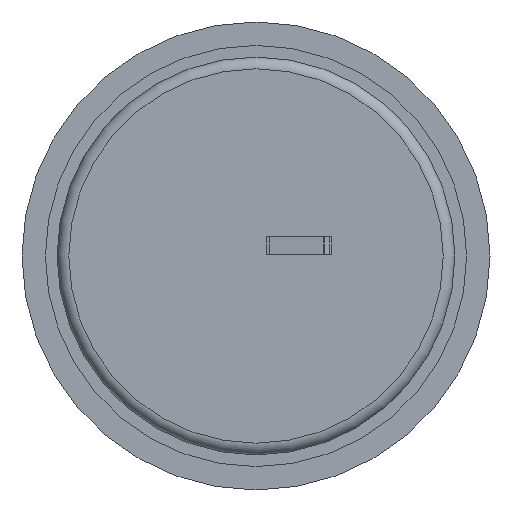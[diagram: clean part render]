
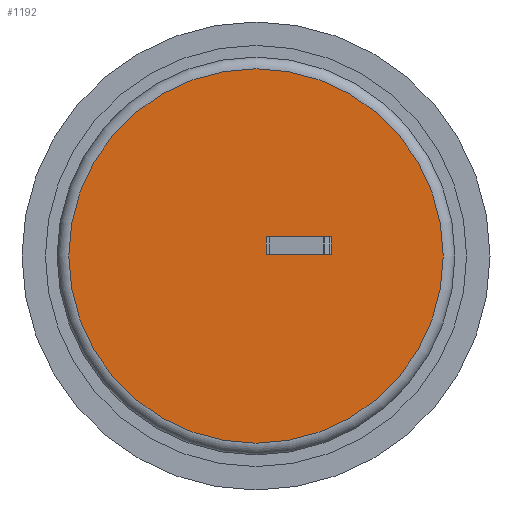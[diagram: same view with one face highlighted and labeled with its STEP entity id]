
A CAD part, front view. The second image highlights one B-rep face of the part: STEP entity #1192.
In plain terms, the highlighted face is planar.
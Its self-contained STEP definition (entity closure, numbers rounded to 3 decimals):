
#164=PLANE('',#1446);
#235=FACE_OUTER_BOUND('',#320,.T.);
#320=EDGE_LOOP('',(#1067));
#512=CIRCLE('',#1445,32.);
#610=VERTEX_POINT('',#2206);
#765=EDGE_CURVE('',#610,#610,#512,.T.);
#1067=ORIENTED_EDGE('',*,*,#765,.F.);
#1192=ADVANCED_FACE('',(#235),#164,.F.);
#1445=AXIS2_PLACEMENT_3D('',#2208,#1772,#1773);
#1446=AXIS2_PLACEMENT_3D('',#2209,#1774,#1775);
#1772=DIRECTION('center_axis',(0.,0.,-1.));
#1773=DIRECTION('ref_axis',(-1.,0.,0.));
#1774=DIRECTION('center_axis',(0.,0.,-1.));
#1775=DIRECTION('ref_axis',(-1.,0.,0.));
#2206=CARTESIAN_POINT('',(30.214,2.232,7.));
#2208=CARTESIAN_POINT('Origin',(-1.786,2.232,7.));
#2209=CARTESIAN_POINT('Origin',(-1.786,2.232,7.));
